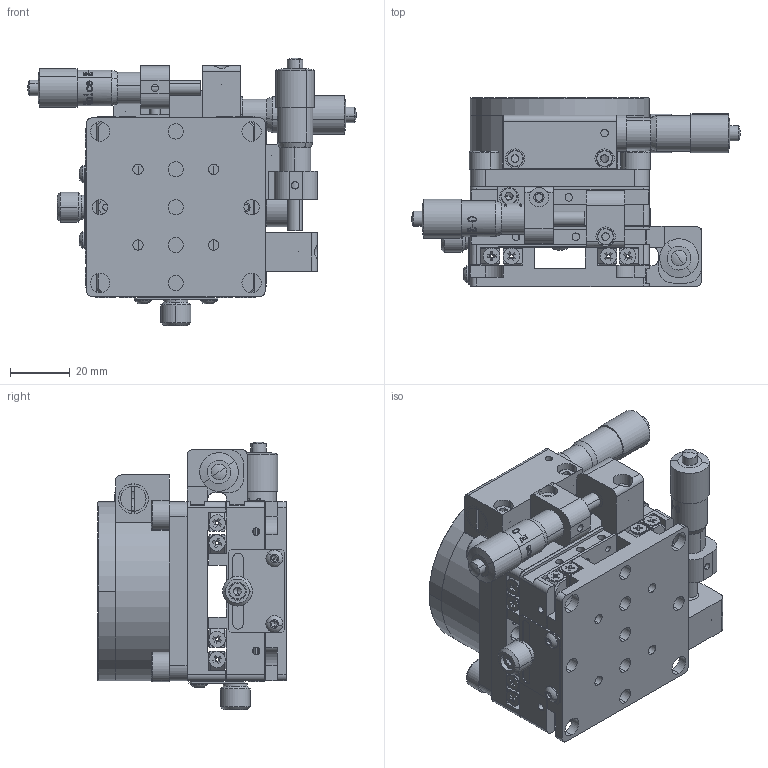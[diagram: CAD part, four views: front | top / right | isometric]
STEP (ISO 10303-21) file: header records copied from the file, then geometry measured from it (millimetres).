
FILE_DESCRIPTION (( 'STEP AP203' ), '1' );
FILE_NAME ('06MDR-1.STEP', '2023-04-25T06:37:07', ( '' ), ( '' ), 'SwSTEP 2.0', 'SolidWorks 2022', '' );
FILE_SCHEMA (( 'CONFIG_CONTROL_DESIGN' ));
Length unit declared in the file: millimetre
Products named in the file (1): 06MDR-1
Bounding box: 110.15 x 63.3 x 89.8 mm (x, y, z)
Surface area: 76706.2 mm2 (no closed solid volume)
Topology: 0 solids, 97 shells, 1156 faces, 4685 edges, 3536 vertices
Faces by surface type: plane 667, cylinder 303, cone 137, torus 34, sphere 8, bspline 7
Entity records: 57231 total; most frequent: CARTESIAN_POINT 19669, DIRECTION 7528, ORIENTED_EDGE 6820, EDGE_CURVE 4659, VERTEX_POINT 3536, AXIS2_PLACEMENT_3D 2541, VECTOR 2446, LINE 2446
